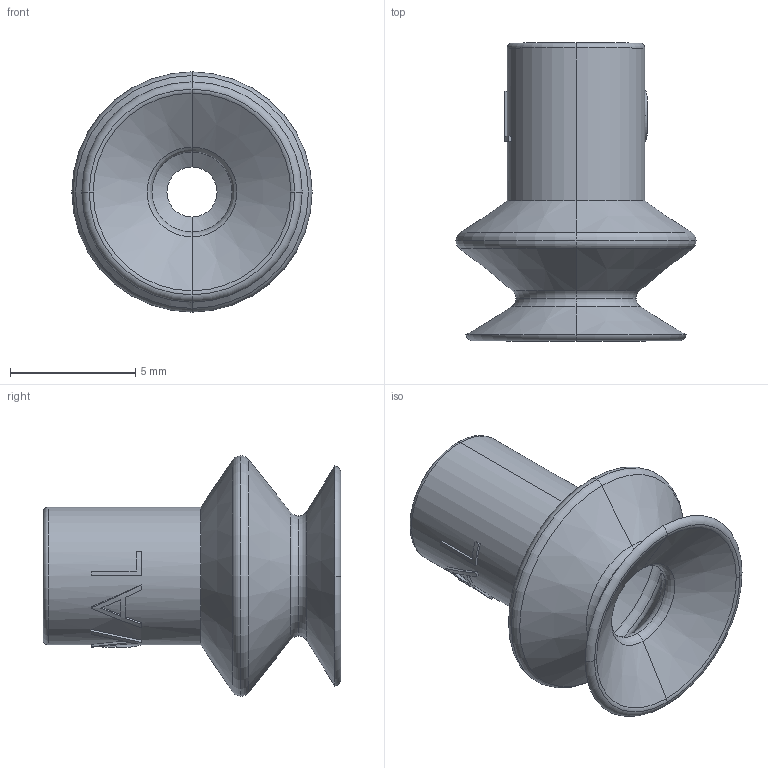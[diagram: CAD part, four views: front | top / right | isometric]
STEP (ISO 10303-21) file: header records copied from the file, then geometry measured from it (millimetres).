
FILE_DESCRIPTION(('STEP AP214'),'1');
FILE_NAME('COVAL_VSAB8NBR.stp','2017-12-27T18:39:31',('TraceParts'),('TraceParts S.A.'),'Spatial InterOp 3D',' ',' ');
FILE_SCHEMA(('automotive_design'));
Length unit declared in the file: millimetre
Products named in the file (1): COVAL_VSAB8NBR
Bounding box: 9.6 x 11.9 x 9.6 mm (x, y, z)
Volume: 218.6 mm3; surface area: 551.9 mm2
Topology: 1 solids, 1 shells, 96 faces, 223 edges, 136 vertices
Faces by surface type: bspline 29, torus 26, plane 16, cone 14, cylinder 11
Entity records: 7171 total; most frequent: CARTESIAN_POINT 4395, ORIENTED_EDGE 446, DIRECTION 362, EDGE_CURVE 223, AXIS2_PLACEMENT_3D 166, VERTEX_POINT 136, EDGE_LOOP 105, CIRCLE 98
